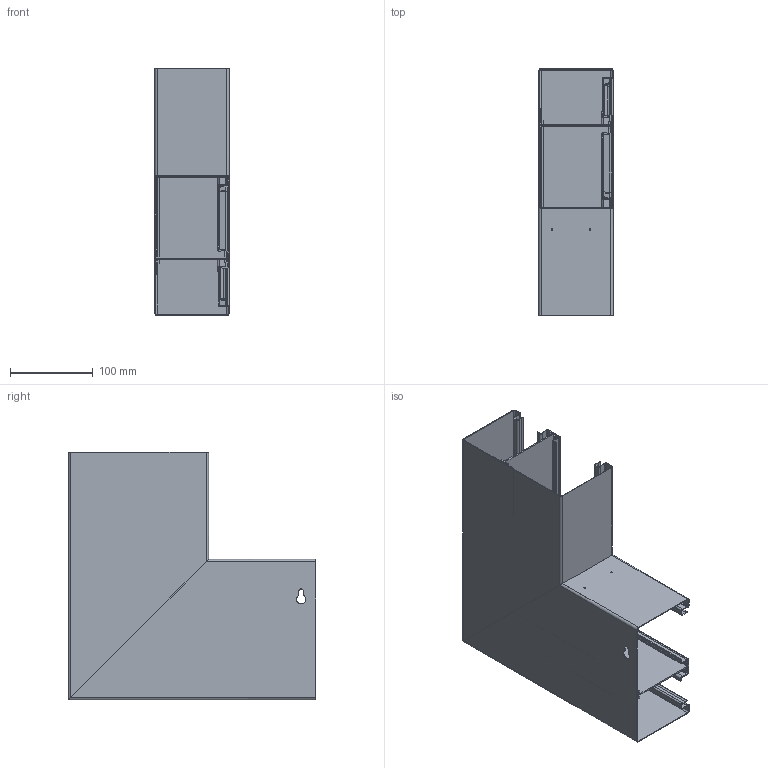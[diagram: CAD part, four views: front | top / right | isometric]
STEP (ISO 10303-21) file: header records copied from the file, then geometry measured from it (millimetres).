
FILE_DESCRIPTION (( 'STEP AP214' ), '1' );
FILE_NAME ('6278320.stp', '2016-06-02T09:49:51', ( '' ), ( '' ), 'SwSTEP 2.0', 'SolidWorks 2014', '' );
FILE_SCHEMA (( 'AUTOMOTIVE_DESIGN' ));
Length unit declared in the file: millimetre
Products named in the file (3): 014939_G剅ungsst乧k f乺 GS-DFS90170; 023779T1_GS-DFS70170 ; 6278320
Assembly tree (2 placements, depth 2):
  6278320
    023779T1_GS-DFS70170 
    014939_G剅ungsst乧k f乺 GS-DFS90170
Bounding box: 90 x 299.85 x 299.85 mm (x, y, z)
Volume: 328438 mm3; surface area: 550400.9 mm2
Topology: 3 solids, 3 shells, 472 faces, 1162 edges, 700 vertices
Faces by surface type: plane 282, cylinder 138, bspline 44, cone 8
Entity records: 14478 total; most frequent: CARTESIAN_POINT 3784, ORIENTED_EDGE 2324, DIRECTION 2000, EDGE_CURVE 1162, LINE 758, VECTOR 758, VERTEX_POINT 700, AXIS2_PLACEMENT_3D 621
